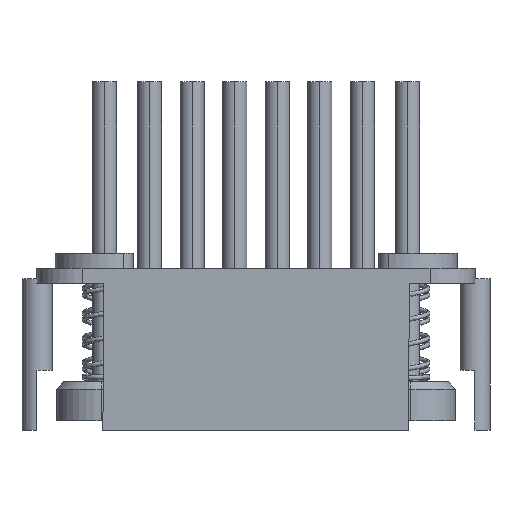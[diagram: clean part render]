
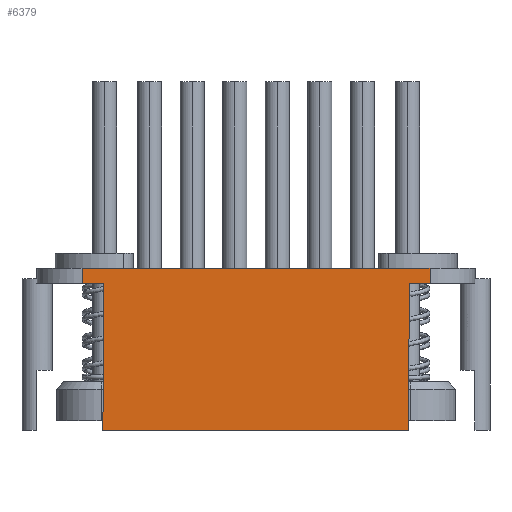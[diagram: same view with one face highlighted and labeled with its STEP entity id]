
A CAD part, left-side view. The second image highlights one B-rep face of the part: STEP entity #6379.
In plain terms, the highlighted planar face has unit normal (-1, 0, 0).
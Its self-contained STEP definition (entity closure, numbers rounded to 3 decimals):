
#195 = CARTESIAN_POINT ( 'NONE',  ( -14.75, -1., -11.6 ) ) ;
#425 = DIRECTION ( 'NONE',  ( 0., 0., 1. ) ) ;
#501 = DIRECTION ( 'NONE',  ( 0., 0., 1. ) ) ;
#661 = LINE ( 'NONE', #10937, #17833 ) ;
#728 = CARTESIAN_POINT ( 'NONE',  ( -14.75, -1., -10.2 ) ) ;
#844 = VERTEX_POINT ( 'NONE', #19518 ) ;
#1210 = VECTOR ( 'NONE', #5539, 1000. ) ;
#1974 = DIRECTION ( 'NONE',  ( 0., 0., 1. ) ) ;
#2045 = CARTESIAN_POINT ( 'NONE',  ( -14.75, -43.032, 10.2 ) ) ;
#2278 = DIRECTION ( 'NONE',  ( 0., 1., 0. ) ) ;
#2315 = LINE ( 'NONE', #15748, #10471 ) ;
#3286 = ORIENTED_EDGE ( 'NONE', *, *, #5036, .T. ) ;
#3338 = FACE_OUTER_BOUND ( 'NONE', #11150, .T. ) ;
#4757 = LINE ( 'NONE', #14327, #13910 ) ;
#4941 = VERTEX_POINT ( 'NONE', #13673 ) ;
#5006 = EDGE_CURVE ( 'NONE', #844, #4941, #20429, .T. ) ;
#5036 = EDGE_CURVE ( 'NONE', #4941, #5215, #16550, .T. ) ;
#5044 = EDGE_CURVE ( 'NONE', #5215, #5763, #12056, .T. ) ;
#5074 = EDGE_CURVE ( 'NONE', #9561, #5763, #2315, .T. ) ;
#5099 = EDGE_CURVE ( 'NONE', #9561, #18968, #15000, .T. ) ;
#5103 = EDGE_CURVE ( 'NONE', #18968, #15117, #19370, .T. ) ;
#5130 = EDGE_CURVE ( 'NONE', #15117, #11137, #661, .T. ) ;
#5134 = EDGE_CURVE ( 'NONE', #844, #11137, #4757, .T. ) ;
#5156 = ORIENTED_EDGE ( 'NONE', *, *, #5130, .T. ) ;
#5215 = VERTEX_POINT ( 'NONE', #728 ) ;
#5539 = DIRECTION ( 'NONE',  ( 0., 1., 0. ) ) ;
#5763 = VERTEX_POINT ( 'NONE', #12690 ) ;
#6379 = ADVANCED_FACE ( 'NONE', ( #3338 ), #7842, .T. ) ;
#7133 = CARTESIAN_POINT ( 'NONE',  ( -14.75, -43.032, -10.2 ) ) ;
#7311 = ORIENTED_EDGE ( 'NONE', *, *, #5006, .T. ) ;
#7469 = VECTOR ( 'NONE', #10565, 1000. ) ;
#7842 = PLANE ( 'NONE',  #17890 ) ;
#9561 = VERTEX_POINT ( 'NONE', #19413 ) ;
#9593 = DIRECTION ( 'NONE',  ( 0., 0., 1. ) ) ;
#10471 = VECTOR ( 'NONE', #20739, 1000. ) ;
#10565 = DIRECTION ( 'NONE',  ( 0., -1., 0. ) ) ;
#10937 = CARTESIAN_POINT ( 'NONE',  ( -14.75, -1., 11.6 ) ) ;
#11009 = VECTOR ( 'NONE', #14037, 1000. ) ;
#11137 = VERTEX_POINT ( 'NONE', #16037 ) ;
#11150 = EDGE_LOOP ( 'NONE', ( #7311, #3286, #21807, #15104, #11551, #16402, #5156, #19493 ) ) ;
#11250 = CARTESIAN_POINT ( 'NONE',  ( -14.75, -1., -11.6 ) ) ;
#11551 = ORIENTED_EDGE ( 'NONE', *, *, #5099, .T. ) ;
#12056 = LINE ( 'NONE', #7133, #11009 ) ;
#12690 = CARTESIAN_POINT ( 'NONE',  ( -14.75, -10.8, -10.2 ) ) ;
#13673 = CARTESIAN_POINT ( 'NONE',  ( -14.75, -1., -11.6 ) ) ;
#13910 = VECTOR ( 'NONE', #501, 1000. ) ;
#14037 = DIRECTION ( 'NONE',  ( 0., -1., 0. ) ) ;
#14327 = CARTESIAN_POINT ( 'NONE',  ( -14.75, 0., 11.6 ) ) ;
#15000 = LINE ( 'NONE', #2045, #1210 ) ;
#15104 = ORIENTED_EDGE ( 'NONE', *, *, #5074, .F. ) ;
#15117 = VERTEX_POINT ( 'NONE', #18329 ) ;
#15481 = CARTESIAN_POINT ( 'NONE',  ( -14.75, -1., 10.2 ) ) ;
#15748 = CARTESIAN_POINT ( 'NONE',  ( -14.75, -10.8, 12.217 ) ) ;
#16037 = CARTESIAN_POINT ( 'NONE',  ( -14.75, 0., 11.6 ) ) ;
#16402 = ORIENTED_EDGE ( 'NONE', *, *, #5103, .T. ) ;
#16550 = LINE ( 'NONE', #195, #19905 ) ;
#17833 = VECTOR ( 'NONE', #2278, 1000. ) ;
#17890 = AXIS2_PLACEMENT_3D ( 'NONE', #11250, #19638, #9593 ) ;
#18329 = CARTESIAN_POINT ( 'NONE',  ( -14.75, -1., 11.6 ) ) ;
#18848 = VECTOR ( 'NONE', #425, 1000. ) ;
#18968 = VERTEX_POINT ( 'NONE', #15481 ) ;
#19370 = LINE ( 'NONE', #20882, #18848 ) ;
#19413 = CARTESIAN_POINT ( 'NONE',  ( -14.75, -10.8, 10.2 ) ) ;
#19493 = ORIENTED_EDGE ( 'NONE', *, *, #5134, .F. ) ;
#19518 = CARTESIAN_POINT ( 'NONE',  ( -14.75, 0., -11.6 ) ) ;
#19638 = DIRECTION ( 'NONE',  ( -1., 0., 0. ) ) ;
#19905 = VECTOR ( 'NONE', #1974, 1000. ) ;
#20429 = LINE ( 'NONE', #20596, #7469 ) ;
#20596 = CARTESIAN_POINT ( 'NONE',  ( -14.75, -1., -11.6 ) ) ;
#20739 = DIRECTION ( 'NONE',  ( 0., 0., -1. ) ) ;
#20882 = CARTESIAN_POINT ( 'NONE',  ( -14.75, -1., -11.6 ) ) ;
#21807 = ORIENTED_EDGE ( 'NONE', *, *, #5044, .T. ) ;
